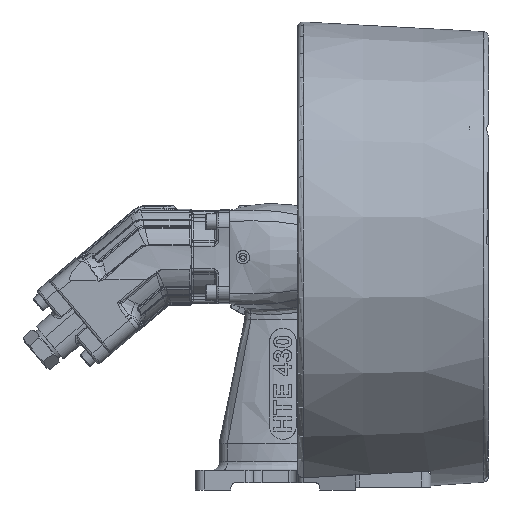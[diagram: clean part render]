
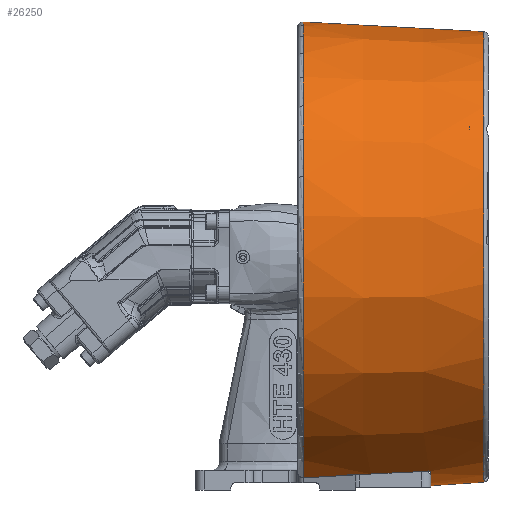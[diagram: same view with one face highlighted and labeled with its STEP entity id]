
A CAD part, left-side view. The second image highlights one B-rep face of the part: STEP entity #26250.
In plain terms, the highlighted conical face has half-angle 3.061 degrees and reference radius 259.408 mm.
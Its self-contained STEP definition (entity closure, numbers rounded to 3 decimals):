
#374=(
BOUNDED_CURVE()
B_SPLINE_CURVE(2,(#44830,#44831,#44832),.UNSPECIFIED.,.F.,.F.)
B_SPLINE_CURVE_WITH_KNOTS((3,3),(6.832,14.391),
 .UNSPECIFIED.)
CURVE()
GEOMETRIC_REPRESENTATION_ITEM()
RATIONAL_B_SPLINE_CURVE((1.,1.,1.))
REPRESENTATION_ITEM('')
);
#375=(
BOUNDED_CURVE()
B_SPLINE_CURVE(2,(#44839,#44840,#44841),.UNSPECIFIED.,.F.,.F.)
B_SPLINE_CURVE_WITH_KNOTS((3,3),(0.,7.559),.UNSPECIFIED.)
CURVE()
GEOMETRIC_REPRESENTATION_ITEM()
RATIONAL_B_SPLINE_CURVE((1.,1.,1.))
REPRESENTATION_ITEM('')
);
#3686=FACE_BOUND('',#8584,.T.);
#4638=CIRCLE('',#28148,253.98);
#4652=CIRCLE('',#28186,257.152);
#4653=CIRCLE('',#28188,264.836);
#6699=FACE_OUTER_BOUND('',#8583,.T.);
#8583=EDGE_LOOP('',(#19123,#19124,#19125,#19126,#19127,#19128,#19129,#19130));
#8584=EDGE_LOOP('',(#19131));
#10256=B_SPLINE_CURVE_WITH_KNOTS('',3,(#44709,#44710,#44711,#44712,#44713,
#44714,#44715,#44716),.UNSPECIFIED.,.F.,.F.,(4,2,2,4),(2.866,
3.287,6.573,9.067),.UNSPECIFIED.);
#10258=B_SPLINE_CURVE_WITH_KNOTS('',3,(#44741,#44742,#44743,#44744,#44745,
#44746,#44747,#44748,#44749,#44750),.UNSPECIFIED.,.F.,.F.,(4,2,2,2,4),(0.376,
0.535,0.776,1.258,1.321),
 .UNSPECIFIED.);
#10259=B_SPLINE_CURVE_WITH_KNOTS('',3,(#44753,#44754,#44755,#44756,#44757,
#44758,#44759,#44760,#44761,#44762),.UNSPECIFIED.,.F.,.F.,(4,2,2,2,4),(4.002,
4.065,4.547,4.789,4.947),
 .UNSPECIFIED.);
#10263=B_SPLINE_CURVE_WITH_KNOTS('',3,(#44800,#44801,#44802,#44803,#44804,
#44805,#44806,#44807,#44808),.UNSPECIFIED.,.F.,.F.,(4,3,2,4),(25.803,
28.288,31.457,31.99),.UNSPECIFIED.);
#11516=VERTEX_POINT('',#44573);
#11538=VERTEX_POINT('',#44705);
#11540=VERTEX_POINT('',#44708);
#11544=VERTEX_POINT('',#44738);
#11545=VERTEX_POINT('',#44740);
#11546=VERTEX_POINT('',#44751);
#11553=VERTEX_POINT('',#44798);
#11554=VERTEX_POINT('',#44810);
#11555=VERTEX_POINT('',#44838);
#14222=EDGE_CURVE('',#11516,#11516,#4638,.T.);
#14253=EDGE_CURVE('',#11540,#11538,#10256,.F.);
#14259=EDGE_CURVE('',#11545,#11544,#10258,.F.);
#14261=EDGE_CURVE('',#11546,#11538,#10259,.T.);
#14271=EDGE_CURVE('',#11553,#11544,#10263,.T.);
#14273=EDGE_CURVE('',#11553,#11554,#374,.T.);
#14274=EDGE_CURVE('',#11555,#11540,#375,.T.);
#14276=EDGE_CURVE('',#11546,#11545,#4652,.T.);
#14277=EDGE_CURVE('',#11555,#11554,#4653,.T.);
#19123=ORIENTED_EDGE('',*,*,#14273,.T.);
#19124=ORIENTED_EDGE('',*,*,#14277,.F.);
#19125=ORIENTED_EDGE('',*,*,#14274,.T.);
#19126=ORIENTED_EDGE('',*,*,#14253,.T.);
#19127=ORIENTED_EDGE('',*,*,#14261,.F.);
#19128=ORIENTED_EDGE('',*,*,#14276,.T.);
#19129=ORIENTED_EDGE('',*,*,#14259,.T.);
#19130=ORIENTED_EDGE('',*,*,#14271,.F.);
#19131=ORIENTED_EDGE('',*,*,#14222,.T.);
#24697=CONICAL_SURFACE('',#28187,259.408,3.061);
#26250=ADVANCED_FACE('',(#6699,#3686),#24697,.T.);
#28148=AXIS2_PLACEMENT_3D('',#44574,#31906,#31907);
#28186=AXIS2_PLACEMENT_3D('',#44862,#32004,#32005);
#28187=AXIS2_PLACEMENT_3D('',#44863,#32006,#32007);
#28188=AXIS2_PLACEMENT_3D('',#44864,#32008,#32009);
#31906=DIRECTION('center_axis',(0.,1.,0.));
#31907=DIRECTION('ref_axis',(0.,0.,
1.));
#32004=DIRECTION('center_axis',(0.,-1.,0.));
#32005=DIRECTION('ref_axis',(0.,0.,
1.));
#32006=DIRECTION('center_axis',(0.,1.,0.));
#32007=DIRECTION('ref_axis',(0.,0.,
1.));
#32008=DIRECTION('center_axis',(0.,1.,0.));
#32009=DIRECTION('ref_axis',(0.,0.,
1.));
#44573=CARTESIAN_POINT('',(0.,-155.82,515.98));
#44574=CARTESIAN_POINT('Origin',(0.,-155.82,262.));
#44705=CARTESIAN_POINT('',(-90.425,-94.925,21.181));
#44708=CARTESIAN_POINT('',(-92.,-28.889,18.));
#44709=CARTESIAN_POINT('Ctrl Pts',(-90.425,-94.925,
21.181));
#44710=CARTESIAN_POINT('Ctrl Pts',(-90.502,-93.391,21.122));
#44711=CARTESIAN_POINT('Ctrl Pts',(-90.576,-91.853,
21.062));
#44712=CARTESIAN_POINT('Ctrl Pts',(-91.191,-78.314,
20.52));
#44713=CARTESIAN_POINT('Ctrl Pts',(-91.534,-66.288,19.962));
#44714=CARTESIAN_POINT('Ctrl Pts',(-91.898,-47.049,
19.));
#44715=CARTESIAN_POINT('Ctrl Pts',(-92.,-38.005,18.521));
#44716=CARTESIAN_POINT('Ctrl Pts',(-92.,-28.889,18.));
#44738=CARTESIAN_POINT('',(90.425,-94.925,21.181));
#44740=CARTESIAN_POINT('',(81.187,-96.5,18.));
#44741=CARTESIAN_POINT('Ctrl Pts',(90.425,-94.925,21.181));
#44742=CARTESIAN_POINT('Ctrl Pts',(89.961,-95.138,21.019));
#44743=CARTESIAN_POINT('Ctrl Pts',(89.475,-95.319,20.848));
#44744=CARTESIAN_POINT('Ctrl Pts',(88.21,-95.717,20.404));
#44745=CARTESIAN_POINT('Ctrl Pts',(87.412,-95.904,20.125));
#44746=CARTESIAN_POINT('Ctrl Pts',(84.983,-96.342,19.281));
#44747=CARTESIAN_POINT('Ctrl Pts',(83.318,-96.469,18.712));
#44748=CARTESIAN_POINT('Ctrl Pts',(81.594,-96.498,18.136));
#44749=CARTESIAN_POINT('Ctrl Pts',(81.391,-96.5,18.068));
#44750=CARTESIAN_POINT('Ctrl Pts',(81.187,-96.5,18.));
#44751=CARTESIAN_POINT('',(-81.187,-96.5,18.));
#44753=CARTESIAN_POINT('Ctrl Pts',(-81.187,-96.5,
18.));
#44754=CARTESIAN_POINT('Ctrl Pts',(-81.391,-96.5,
18.068));
#44755=CARTESIAN_POINT('Ctrl Pts',(-81.594,-96.498,
18.136));
#44756=CARTESIAN_POINT('Ctrl Pts',(-83.318,-96.469,
18.712));
#44757=CARTESIAN_POINT('Ctrl Pts',(-84.983,-96.342,
19.281));
#44758=CARTESIAN_POINT('Ctrl Pts',(-87.412,-95.904,
20.125));
#44759=CARTESIAN_POINT('Ctrl Pts',(-88.21,-95.717,
20.404));
#44760=CARTESIAN_POINT('Ctrl Pts',(-89.475,-95.319,20.848));
#44761=CARTESIAN_POINT('Ctrl Pts',(-89.961,-95.138,
21.019));
#44762=CARTESIAN_POINT('Ctrl Pts',(-90.425,-94.925,
21.181));
#44798=CARTESIAN_POINT('',(92.,-28.889,18.));
#44800=CARTESIAN_POINT('Ctrl Pts',(92.,-28.889,18.));
#44801=CARTESIAN_POINT('Ctrl Pts',(92.,-37.984,18.52));
#44802=CARTESIAN_POINT('Ctrl Pts',(91.898,-47.076,19.001));
#44803=CARTESIAN_POINT('Ctrl Pts',(91.741,-55.348,19.415));
#44804=CARTESIAN_POINT('Ctrl Pts',(91.542,-65.896,19.943));
#44805=CARTESIAN_POINT('Ctrl Pts',(91.213,-77.496,20.481));
#44806=CARTESIAN_POINT('Ctrl Pts',(90.615,-91.031,21.029));
#44807=CARTESIAN_POINT('Ctrl Pts',(90.523,-92.981,21.106));
#44808=CARTESIAN_POINT('Ctrl Pts',(90.425,-94.925,21.181));
#44810=CARTESIAN_POINT('',(92.,47.18,13.657));
#44830=CARTESIAN_POINT('Ctrl Pts',(92.,-28.889,18.));
#44831=CARTESIAN_POINT('Ctrl Pts',(92.,8.81,15.845));
#44832=CARTESIAN_POINT('Ctrl Pts',(92.,47.18,13.657));
#44838=CARTESIAN_POINT('',(-92.,47.18,13.657));
#44839=CARTESIAN_POINT('Ctrl Pts',(-92.,47.18,13.657));
#44840=CARTESIAN_POINT('Ctrl Pts',(-92.,8.81,15.845));
#44841=CARTESIAN_POINT('Ctrl Pts',(-92.,-28.889,18.));
#44862=CARTESIAN_POINT('Origin',(0.,-96.5,262.));
#44863=CARTESIAN_POINT('Origin',(0.,-54.32,262.));
#44864=CARTESIAN_POINT('Origin',(0.,47.18,262.));
